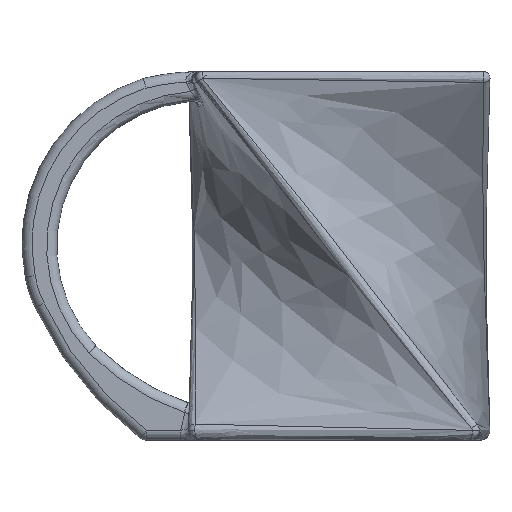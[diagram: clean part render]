
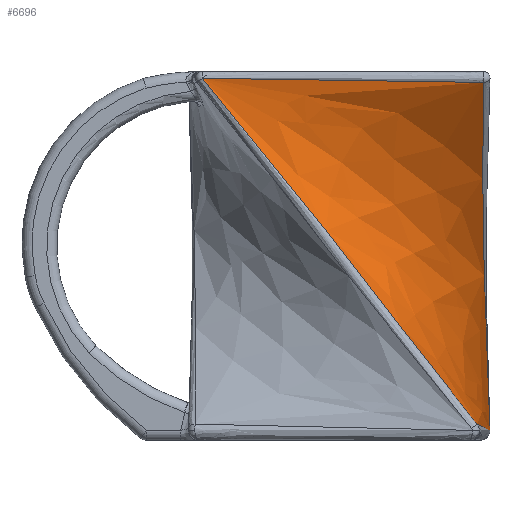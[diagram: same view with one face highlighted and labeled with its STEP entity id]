
A CAD part, front view. The second image highlights one B-rep face of the part: STEP entity #6696.
In plain terms, the highlighted free-form (B-spline) face has degree [3, 1] with [6, 2] control points.
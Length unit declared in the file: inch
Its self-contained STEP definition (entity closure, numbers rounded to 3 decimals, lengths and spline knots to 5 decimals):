
#89 = CARTESIAN_POINT ( 'NONE',  ( 2.25, 0.75, 0. ) ) ;
#96 = CARTESIAN_POINT ( 'NONE',  ( 2.24031, 1.79891, 0.3922 ) ) ;
#118 = CARTESIAN_POINT ( 'NONE',  ( 2.14104, -1.26828, 4.262 ) ) ;
#210 = B_SPLINE_CURVE_WITH_KNOTS ( 'NONE', 3,
 ( #2364, #5496, #3935, #775, #4467, #1308, #4983, #1853, #5514, #2388, #6040, #2913, #6571, #3432, #261, #3960, #799, #4488 ),
 .UNSPECIFIED., .F., .F.,
 ( 4, 2, 2, 2, 2, 2, 2, 2, 4 ),
 ( 0., 0.02091, 0.04182, 0.06273, 0.08364, 0.10455, 0.12547, 0.14638, 0.16729 ),
 .UNSPECIFIED. ) ;
#248 = ORIENTED_EDGE ( 'NONE', *, *, #6544, .T. ) ;
#261 = CARTESIAN_POINT ( 'NONE',  ( 1.37362, -2.14207, 1.10378 ) ) ;
#284 = VERTEX_POINT ( 'NONE', #863 ) ;
#379 = CARTESIAN_POINT ( 'NONE',  ( 2.15002, -2.12017, 5.3376 ) ) ;
#399 = CARTESIAN_POINT ( 'NONE',  ( -2.0402, -2.24762, 5.39913 ) ) ;
#570 = ORIENTED_EDGE ( 'NONE', *, *, #3247, .T. ) ;
#620 = CARTESIAN_POINT ( 'NONE',  ( 2.25, 1.5, 0. ) ) ;
#627 = CARTESIAN_POINT ( 'NONE',  ( 2.24564, 1.97392, 0.18088 ) ) ;
#652 = CARTESIAN_POINT ( 'NONE',  ( 2.14624, -1.77811, 4.90838 ) ) ;
#775 = CARTESIAN_POINT ( 'NONE',  ( -1.34127, -2.22253, 4.55299 ) ) ;
#799 = CARTESIAN_POINT ( 'NONE',  ( 1.88429, -2.14746, 0.45804 ) ) ;
#847 = CARTESIAN_POINT ( 'NONE',  ( 2.24595, 1.9842, 0.16154 ) ) ;
#863 = CARTESIAN_POINT ( 'NONE',  ( 2.05543, -2.14932, 0.24351 ) ) ;
#1131 = CARTESIAN_POINT ( 'NONE',  ( 2.25, -2.25, 0. ) ) ;
#1154 = CARTESIAN_POINT ( 'NONE',  ( 2.25, 2.25, 0. ) ) ;
#1164 = CARTESIAN_POINT ( 'NONE',  ( 2.2113, 1.10162, 1.2395 ) ) ;
#1186 = CARTESIAN_POINT ( 'NONE',  ( 2.15002, -2.12017, 5.3376 ) ) ;
#1195 = B_SPLINE_CURVE_WITH_KNOTS ( 'NONE', 3,
 ( #379, #1449, #2527, #6182, #3049, #6710, #3565, #399 ),
 .UNSPECIFIED., .F., .F.,
 ( 4, 2, 2, 4 ),
 ( 0.00254, 0.05579, 0.08241, 0.10904 ),
 .UNSPECIFIED. ) ;
#1301 = EDGE_CURVE ( 'NONE', #1865, #5975, #4834, .T. ) ;
#1308 = CARTESIAN_POINT ( 'NONE',  ( -0.82142, -2.19703, 3.91512 ) ) ;
#1378 = CARTESIAN_POINT ( 'NONE',  ( 2.24575, 1.97746, 0.17661 ) ) ;
#1387 = CARTESIAN_POINT ( 'NONE',  ( 2.09474, -1.46046, 0.23298 ) ) ;
#1449 = CARTESIAN_POINT ( 'NONE',  ( 1.45176, -2.14655, 5.34403 ) ) ;
#1487 = CARTESIAN_POINT ( 'NONE',  ( 2.24602, 1.98541, 0.15062 ) ) ;
#1708 = CARTESIAN_POINT ( 'NONE',  ( 2.18409, 0.58479, 1.8797 ) ) ;
#1853 = CARTESIAN_POINT ( 'NONE',  ( -0.30863, -2.16977, 3.27161 ) ) ;
#1865 = VERTEX_POINT ( 'NONE', #2728 ) ;
#1886 = CARTESIAN_POINT ( 'NONE',  ( 2.05543, -2.14932, 0.24351 ) ) ;
#1935 = CARTESIAN_POINT ( 'NONE',  ( 2.14978, -0.42703, 0.21284 ) ) ;
#2217 = CARTESIAN_POINT ( 'NONE',  ( -2.25, -2.25, 5.5 ) ) ;
#2249 = CARTESIAN_POINT ( 'NONE',  ( 2.15867, 0.07584, 2.5263 ) ) ;
#2364 = CARTESIAN_POINT ( 'NONE',  ( -2.0402, -2.24762, 5.39913 ) ) ;
#2388 = CARTESIAN_POINT ( 'NONE',  ( 0.19679, -2.14877, 2.62192 ) ) ;
#2420 = CARTESIAN_POINT ( 'NONE',  ( 2.0753, -1.8049, 0.2386 ) ) ;
#2465 = EDGE_LOOP ( 'NONE', ( #5945, #248, #4017, #5137, #570 ) ) ;
#2471 = CARTESIAN_POINT ( 'NONE',  ( 2.19787, 0.60664, 0.18806 ) ) ;
#2527 = CARTESIAN_POINT ( 'NONE',  ( 0.75349, -2.17192, 5.35242 ) ) ;
#2728 = CARTESIAN_POINT ( 'NONE',  ( 2.24564, 1.97392, 0.18088 ) ) ;
#2746 = CARTESIAN_POINT ( 'NONE',  ( -1.5, -2.25, 5.5 ) ) ;
#2775 = CARTESIAN_POINT ( 'NONE',  ( 2.14319, -0.42747, 3.17774 ) ) ;
#2841 = CARTESIAN_POINT ( 'NONE',  ( 2.24602, 1.98541, 0.15062 ) ) ;
#2913 = CARTESIAN_POINT ( 'NONE',  ( 0.6993, -2.13979, 1.96988 ) ) ;
#2994 = CARTESIAN_POINT ( 'NONE',  ( 2.23627, 1.64064, 0.16012 ) ) ;
#2996 = B_SPLINE_CURVE_WITH_KNOTS ( 'NONE', 3,
 ( #1886, #2420, #1387, #5069, #1935, #5596, #2471, #6126, #2994, #6652 ),
 .UNSPECIFIED., .F., .F.,
 ( 4, 2, 2, 2, 4 ),
 ( 0., 0.02629, 0.05258, 0.07887, 0.10517 ),
 .UNSPECIFIED. ) ;
#3049 = CARTESIAN_POINT ( 'NONE',  ( -0.64324, -2.21517, 5.37408 ) ) ;
#3247 = EDGE_CURVE ( 'NONE', #3727, #284, #210, .T. ) ;
#3264 = CARTESIAN_POINT ( 'NONE',  ( -0.75, -2.25, 5.5 ) ) ;
#3294 = CARTESIAN_POINT ( 'NONE',  ( 2.13942, -0.93075, 3.82924 ) ) ;
#3432 = CARTESIAN_POINT ( 'NONE',  ( 1.2043, -2.14055, 1.31973 ) ) ;
#3565 = CARTESIAN_POINT ( 'NONE',  ( -1.69092, -2.24104, 5.39273 ) ) ;
#3652 = B_SPLINE_CURVE_WITH_KNOTS ( 'NONE', 3,
 ( #2841, #6090, #847, #4530, #1378, #5059 ),
 .UNSPECIFIED., .F., .F.,
 ( 4, 2, 4 ),
 ( 0., 0.00042, 0.00083 ),
 .UNSPECIFIED. ) ;
#3702 = B_SPLINE_SURFACE_WITH_KNOTS ( 'NONE', 3, 1, ( 
 ( #1131, #2217 ),
 ( #5879, #2746 ),
 ( #6400, #3264 ),
 ( #89, #3788 ),
 ( #620, #4313 ),
 ( #1154, #4839 ) ),
 .UNSPECIFIED., .F., .F., .F.,
 ( 4, 2, 4 ),
 ( 2, 2 ),
 ( 0., 0.5, 1. ),
 ( 0., 1. ),
 .UNSPECIFIED. ) ;
#3727 = VERTEX_POINT ( 'NONE', #5174 ) ;
#3788 = CARTESIAN_POINT ( 'NONE',  ( 0.75, -2.25, 5.5 ) ) ;
#3815 = CARTESIAN_POINT ( 'NONE',  ( 2.14267, -1.43779, 4.47781 ) ) ;
#3935 = CARTESIAN_POINT ( 'NONE',  ( -1.69019, -2.23652, 4.97645 ) ) ;
#3960 = CARTESIAN_POINT ( 'NONE',  ( 1.71362, -2.14552, 0.67294 ) ) ;
#4017 = ORIENTED_EDGE ( 'NONE', *, *, #1301, .T. ) ;
#4313 = CARTESIAN_POINT ( 'NONE',  ( 1.5, -2.25, 5.5 ) ) ;
#4320 = CARTESIAN_POINT ( 'NONE',  ( 2.21959, 1.27539, 1.02727 ) ) ;
#4322 = FACE_OUTER_BOUND ( 'NONE', #2465, .T. ) ;
#4346 = CARTESIAN_POINT ( 'NONE',  ( 2.14818, -1.94892, 5.12317 ) ) ;
#4467 = CARTESIAN_POINT ( 'NONE',  ( -1.1673, -2.21449, 4.34091 ) ) ;
#4488 = CARTESIAN_POINT ( 'NONE',  ( 2.05543, -2.14932, 0.24351 ) ) ;
#4514 = CARTESIAN_POINT ( 'NONE',  ( 2.15002, -2.12017, 5.3376 ) ) ;
#4530 = CARTESIAN_POINT ( 'NONE',  ( 2.24583, 1.98024, 0.17189 ) ) ;
#4547 = VERTEX_POINT ( 'NONE', #1487 ) ;
#4798 = CARTESIAN_POINT ( 'NONE',  ( 2.23407, 1.62404, 0.60363 ) ) ;
#4834 = B_SPLINE_CURVE_WITH_KNOTS ( 'NONE', 3,
 ( #627, #96, #4798, #4320, #1164, #4846, #1708, #5375, #2249, #5907, #2775, #6430, #3294, #118, #3815, #652, #4346, #1186 ),
 .UNSPECIFIED., .F., .F.,
 ( 4, 2, 2, 2, 2, 2, 2, 2, 4 ),
 ( 0.00597, 0.02688, 0.04779, 0.0687, 0.08962, 0.11053, 0.13144, 0.15235, 0.17327 ),
 .UNSPECIFIED. ) ;
#4839 = CARTESIAN_POINT ( 'NONE',  ( 2.25, -2.25, 5.5 ) ) ;
#4846 = CARTESIAN_POINT ( 'NONE',  ( 2.19355, 0.7563, 1.6657 ) ) ;
#4983 = CARTESIAN_POINT ( 'NONE',  ( -0.64956, -2.1876, 3.70138 ) ) ;
#5059 = CARTESIAN_POINT ( 'NONE',  ( 2.24564, 1.97392, 0.18088 ) ) ;
#5069 = CARTESIAN_POINT ( 'NONE',  ( 2.13198, -0.77152, 0.2201 ) ) ;
#5137 = ORIENTED_EDGE ( 'NONE', *, *, #6585, .T. ) ;
#5174 = CARTESIAN_POINT ( 'NONE',  ( -2.0402, -2.24762, 5.39913 ) ) ;
#5375 = CARTESIAN_POINT ( 'NONE',  ( 2.16659, 0.24456, 2.31 ) ) ;
#5496 = CARTESIAN_POINT ( 'NONE',  ( -1.86513, -2.24251, 5.18782 ) ) ;
#5514 = CARTESIAN_POINT ( 'NONE',  ( -0.13957, -2.16147, 3.05554 ) ) ;
#5596 = CARTESIAN_POINT ( 'NONE',  ( 2.18273, 0.26206, 0.19682 ) ) ;
#5616 = EDGE_CURVE ( 'NONE', #284, #4547, #2996, .T. ) ;
#5879 = CARTESIAN_POINT ( 'NONE',  ( 2.25, -1.5, 0. ) ) ;
#5907 = CARTESIAN_POINT ( 'NONE',  ( 2.14695, -0.26014, 2.96022 ) ) ;
#5945 = ORIENTED_EDGE ( 'NONE', *, *, #5616, .T. ) ;
#5975 = VERTEX_POINT ( 'NONE', #4514 ) ;
#6040 = CARTESIAN_POINT ( 'NONE',  ( 0.36415, -2.14444, 2.40447 ) ) ;
#6090 = CARTESIAN_POINT ( 'NONE',  ( 2.24599, 1.98528, 0.15617 ) ) ;
#6126 = CARTESIAN_POINT ( 'NONE',  ( 2.22465, 1.29593, 0.16971 ) ) ;
#6182 = CARTESIAN_POINT ( 'NONE',  ( -0.29404, -2.205, 5.36828 ) ) ;
#6400 = CARTESIAN_POINT ( 'NONE',  ( 2.25, -0.75, 0. ) ) ;
#6430 = CARTESIAN_POINT ( 'NONE',  ( 2.13947, -0.76275, 3.61226 ) ) ;
#6544 = EDGE_CURVE ( 'NONE', #4547, #1865, #3652, .T. ) ;
#6571 = CARTESIAN_POINT ( 'NONE',  ( 0.86713, -2.13939, 1.75277 ) ) ;
#6585 = EDGE_CURVE ( 'NONE', #5975, #3727, #1195, .T. ) ;
#6652 = CARTESIAN_POINT ( 'NONE',  ( 2.24602, 1.98541, 0.15062 ) ) ;
#6696 = ADVANCED_FACE ( 'NONE', ( #4322 ), #3702, .T. ) ;
#6710 = CARTESIAN_POINT ( 'NONE',  ( -1.34168, -2.23319, 5.38631 ) ) ;
